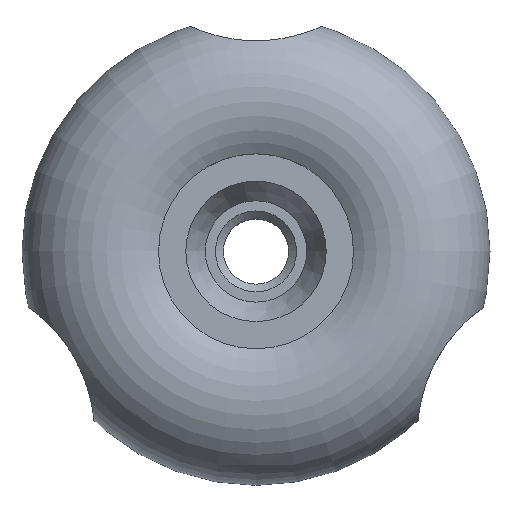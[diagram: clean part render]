
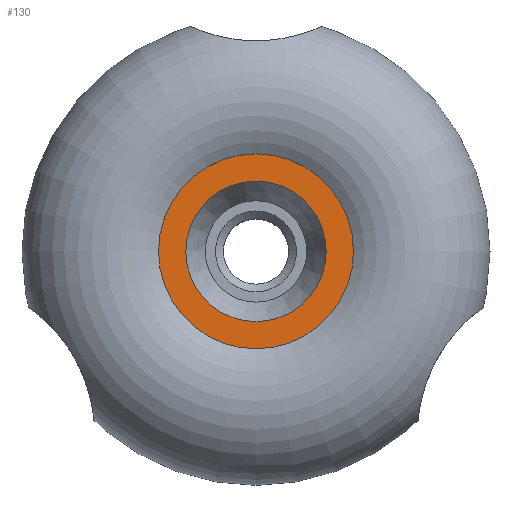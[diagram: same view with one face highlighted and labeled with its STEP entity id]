
A CAD part, top view. The second image highlights one B-rep face of the part: STEP entity #130.
In plain terms, the highlighted planar face has unit normal (0, 0, 1).
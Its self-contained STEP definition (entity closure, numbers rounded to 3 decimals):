
#130 = ADVANCED_FACE( '', ( #285, #286 ), #287, .T. );
#285 = FACE_OUTER_BOUND( '', #460, .T. );
#286 = FACE_BOUND( '', #461, .T. );
#287 = PLANE( '', #462 );
#460 = EDGE_LOOP( '', ( #789 ) );
#461 = EDGE_LOOP( '', ( #790 ) );
#462 = AXIS2_PLACEMENT_3D( '', #791, #792, #793 );
#789 = ORIENTED_EDGE( '', *, *, #1014, .T. );
#790 = ORIENTED_EDGE( '', *, *, #1032, .F. );
#791 = CARTESIAN_POINT( '', ( 9., 0., 29.7 ) );
#792 = DIRECTION( '', ( 0., 0., 1. ) );
#793 = DIRECTION( '', ( 1., 0., 0. ) );
#1014 = EDGE_CURVE( '', #1218, #1218, #1219, .T. );
#1032 = EDGE_CURVE( '', #1246, #1246, #1247, .T. );
#1218 = VERTEX_POINT( '', #1637 );
#1219 = CIRCLE( '', #1638, 12.5 );
#1246 = VERTEX_POINT( '', #1777 );
#1247 = CIRCLE( '', #1778, 9. );
#1637 = CARTESIAN_POINT( '', ( 12.5, 0., 29.7 ) );
#1638 = AXIS2_PLACEMENT_3D( '', #2335, #2336, #2337 );
#1777 = CARTESIAN_POINT( '', ( 9., 0., 29.7 ) );
#1778 = AXIS2_PLACEMENT_3D( '', #2355, #2356, #2357 );
#2335 = CARTESIAN_POINT( '', ( 0., 0., 29.7 ) );
#2336 = DIRECTION( '', ( 0., 0., 1. ) );
#2337 = DIRECTION( '', ( 1., 0., 0. ) );
#2355 = CARTESIAN_POINT( '', ( 0., 0., 29.7 ) );
#2356 = DIRECTION( '', ( 0., 0., 1. ) );
#2357 = DIRECTION( '', ( 1., 0., 0. ) );
